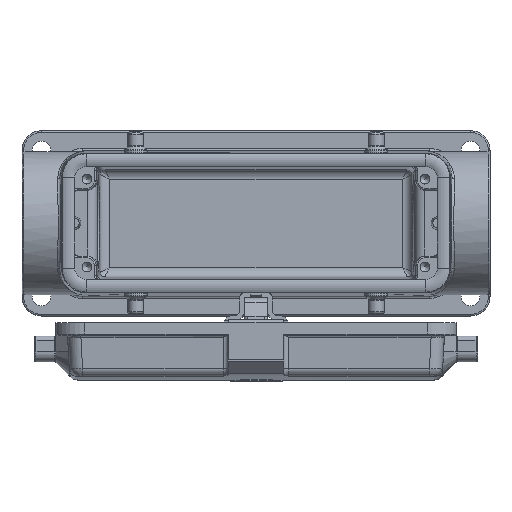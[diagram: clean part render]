
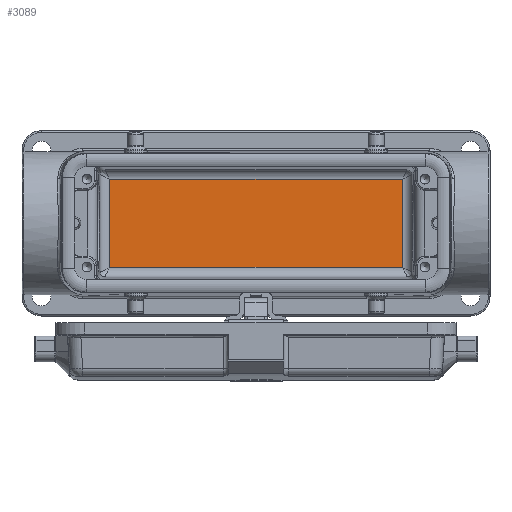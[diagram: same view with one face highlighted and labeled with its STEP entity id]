
A CAD part, top view. The second image highlights one B-rep face of the part: STEP entity #3089.
In plain terms, the highlighted planar face has unit normal (0, 0, 1).
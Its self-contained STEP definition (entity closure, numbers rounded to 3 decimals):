
#1816=PLANE('',#18813);
#2194=FACE_OUTER_BOUND('',#4335,.T.);
#3089=ADVANCED_FACE('',(#2194),#1816,.F.);
#4335=EDGE_LOOP('',(#5784,#5785,#5786,#5787));
#5784=ORIENTED_EDGE('',*,*,#10671,.T.);
#5785=ORIENTED_EDGE('',*,*,#10672,.T.);
#5786=ORIENTED_EDGE('',*,*,#10673,.T.);
#5787=ORIENTED_EDGE('',*,*,#10674,.T.);
#9268=VERTEX_POINT('',#27623);
#9269=VERTEX_POINT('',#27624);
#9270=VERTEX_POINT('',#27626);
#9271=VERTEX_POINT('',#27628);
#10671=EDGE_CURVE('',#9268,#9269,#15238,.T.);
#10672=EDGE_CURVE('',#9269,#9270,#15239,.T.);
#10673=EDGE_CURVE('',#9270,#9271,#15240,.T.);
#10674=EDGE_CURVE('',#9271,#9268,#15241,.T.);
#15238=LINE('',#27622,#16315);
#15239=LINE('',#27625,#16316);
#15240=LINE('',#27627,#16317);
#15241=LINE('',#27629,#16318);
#16315=VECTOR('',#20765,1.);
#16316=VECTOR('',#20766,1.);
#16317=VECTOR('',#20767,1.);
#16318=VECTOR('',#20768,1.);
#18813=AXIS2_PLACEMENT_3D('',#27630,#20769,#20770);
#20765=DIRECTION('',(1.,0.,0.));
#20766=DIRECTION('',(0.,1.,0.));
#20767=DIRECTION('',(-1.,0.,0.));
#20768=DIRECTION('',(0.,-1.,0.));
#20769=DIRECTION('',(0.,0.,-1.));
#20770=DIRECTION('',(-1.,0.,0.));
#27622=CARTESIAN_POINT('',(-46.5,-13.567,-65.25));
#27623=CARTESIAN_POINT('',(-45.056,-13.567,-65.25));
#27624=CARTESIAN_POINT('',(45.056,-13.567,-65.25));
#27625=CARTESIAN_POINT('',(45.056,17.75,-65.25));
#27626=CARTESIAN_POINT('',(45.056,13.567,-65.25));
#27627=CARTESIAN_POINT('',(-48.,13.567,-65.25));
#27628=CARTESIAN_POINT('',(-45.056,13.567,-65.25));
#27629=CARTESIAN_POINT('',(-45.056,17.75,-65.25));
#27630=CARTESIAN_POINT('',(-48.,17.75,-65.25));
